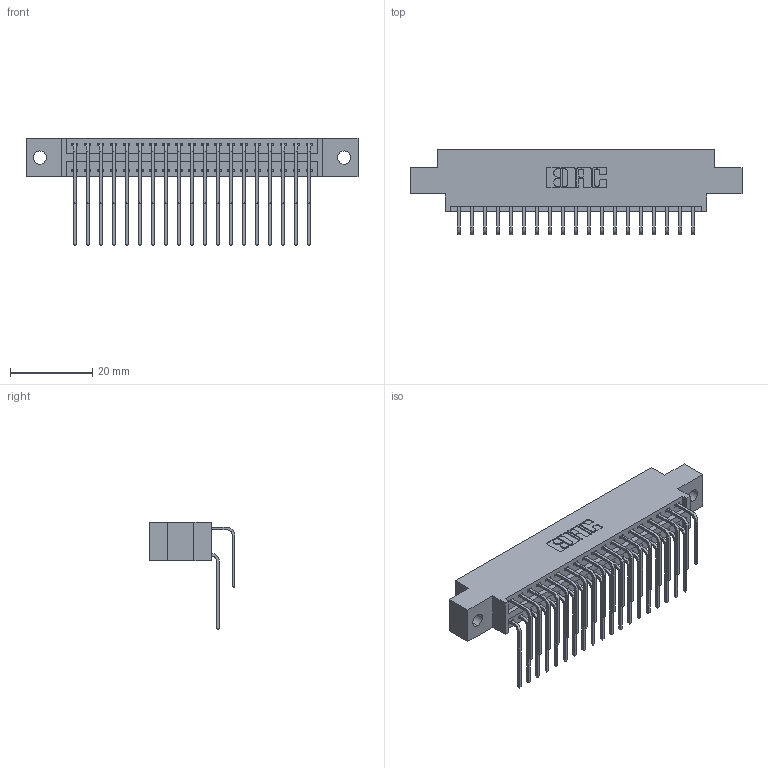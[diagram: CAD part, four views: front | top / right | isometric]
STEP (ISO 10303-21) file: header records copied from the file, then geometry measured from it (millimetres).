
FILE_DESCRIPTION (( 'STEP AP203' ), '1' );
FILE_NAME ('346-038-559-802.STEP', '2022-05-20T00:40:41', ( '' ), ( '' ), 'SwSTEP 2.0', 'SolidWorks 2020', '' );
FILE_SCHEMA (( 'CONFIG_CONTROL_DESIGN' ));
Length unit declared in the file: inch
Products named in the file (4): 345-292-001_559 Tail - 2; 346 Part_0.170 Offset - 0.128 Dia; 345-292-001_558 559 Tail - 1; 346-038-559-802
Assembly tree (39 placements, depth 2):
  346-038-559-802
    346 Part_0.170 Offset - 0.128 Dia
    345-292-001_558 559 Tail - 1  x19
    345-292-001_559 Tail - 2  x19
Bounding box: 80.9 x 20.89 x 26.16 mm (x, y, z)
Volume: 7737.9 mm3; surface area: 11236.8 mm2
Topology: 39 solids, 39 shells, 2178 faces, 6459 edges, 4254 vertices
Faces by surface type: plane 1486, cylinder 692
Entity records: 17415 total; most frequent: CARTESIAN_POINT 2955, ORIENTED_EDGE 2838, DIRECTION 2627, EDGE_CURVE 1419, LINE 1171, VECTOR 1171, VERTEX_POINT 942, AXIS2_PLACEMENT_3D 728
